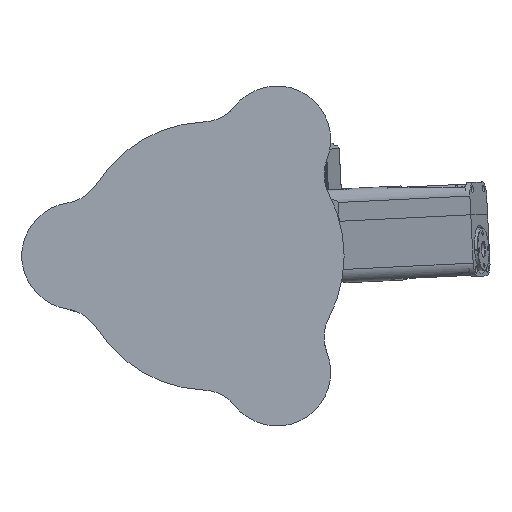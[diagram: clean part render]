
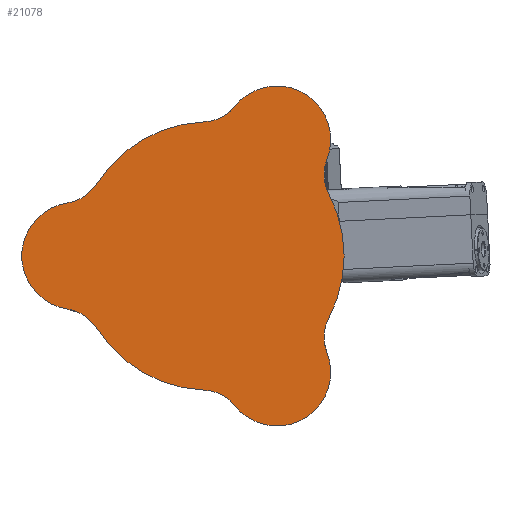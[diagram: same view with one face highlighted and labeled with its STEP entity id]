
A CAD part, front view. The second image highlights one B-rep face of the part: STEP entity #21078.
In plain terms, the highlighted planar face has unit normal (0, -1, 0).
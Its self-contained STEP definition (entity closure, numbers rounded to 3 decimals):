
#1105=PLANE('',#22494);
#1834=CIRCLE('',#22495,20.);
#1835=CIRCLE('',#22496,15.);
#1836=CIRCLE('',#22497,50.);
#1837=CIRCLE('',#22498,15.);
#1838=CIRCLE('',#22499,20.);
#1839=CIRCLE('',#22500,15.);
#1840=CIRCLE('',#22501,50.);
#1841=CIRCLE('',#22502,15.);
#1842=CIRCLE('',#22503,20.);
#1843=CIRCLE('',#22504,15.);
#1844=CIRCLE('',#22505,50.);
#1845=CIRCLE('',#22506,15.);
#2521=FACE_OUTER_BOUND('',#3616,.T.);
#3616=EDGE_LOOP('',(#14644,#14645,#14646,#14647,#14648,#14649,#14650,#14651,
#14652,#14653,#14654,#14655));
#9343=VERTEX_POINT('',#30296);
#9344=VERTEX_POINT('',#30297);
#9345=VERTEX_POINT('',#30299);
#9346=VERTEX_POINT('',#30301);
#9347=VERTEX_POINT('',#30303);
#9348=VERTEX_POINT('',#30305);
#9349=VERTEX_POINT('',#30307);
#9350=VERTEX_POINT('',#30309);
#9351=VERTEX_POINT('',#30311);
#9352=VERTEX_POINT('',#30313);
#9353=VERTEX_POINT('',#30315);
#9354=VERTEX_POINT('',#30317);
#11503=EDGE_CURVE('',#9343,#9344,#1834,.T.);
#11504=EDGE_CURVE('',#9344,#9345,#1835,.T.);
#11505=EDGE_CURVE('',#9345,#9346,#1836,.T.);
#11506=EDGE_CURVE('',#9346,#9347,#1837,.T.);
#11507=EDGE_CURVE('',#9347,#9348,#1838,.T.);
#11508=EDGE_CURVE('',#9348,#9349,#1839,.T.);
#11509=EDGE_CURVE('',#9349,#9350,#1840,.T.);
#11510=EDGE_CURVE('',#9350,#9351,#1841,.T.);
#11511=EDGE_CURVE('',#9351,#9352,#1842,.T.);
#11512=EDGE_CURVE('',#9352,#9353,#1843,.T.);
#11513=EDGE_CURVE('',#9353,#9354,#1844,.T.);
#11514=EDGE_CURVE('',#9354,#9343,#1845,.T.);
#14644=ORIENTED_EDGE('',*,*,#11503,.T.);
#14645=ORIENTED_EDGE('',*,*,#11504,.T.);
#14646=ORIENTED_EDGE('',*,*,#11505,.T.);
#14647=ORIENTED_EDGE('',*,*,#11506,.T.);
#14648=ORIENTED_EDGE('',*,*,#11507,.T.);
#14649=ORIENTED_EDGE('',*,*,#11508,.T.);
#14650=ORIENTED_EDGE('',*,*,#11509,.T.);
#14651=ORIENTED_EDGE('',*,*,#11510,.T.);
#14652=ORIENTED_EDGE('',*,*,#11511,.T.);
#14653=ORIENTED_EDGE('',*,*,#11512,.T.);
#14654=ORIENTED_EDGE('',*,*,#11513,.T.);
#14655=ORIENTED_EDGE('',*,*,#11514,.T.);
#21078=ADVANCED_FACE('',(#2521),#1105,.F.);
#22494=AXIS2_PLACEMENT_3D('',#30295,#24422,#24423);
#22495=AXIS2_PLACEMENT_3D('',#30298,#24424,#24425);
#22496=AXIS2_PLACEMENT_3D('',#30300,#24426,#24427);
#22497=AXIS2_PLACEMENT_3D('',#30302,#24428,#24429);
#22498=AXIS2_PLACEMENT_3D('',#30304,#24430,#24431);
#22499=AXIS2_PLACEMENT_3D('',#30306,#24432,#24433);
#22500=AXIS2_PLACEMENT_3D('',#30308,#24434,#24435);
#22501=AXIS2_PLACEMENT_3D('',#30310,#24436,#24437);
#22502=AXIS2_PLACEMENT_3D('',#30312,#24438,#24439);
#22503=AXIS2_PLACEMENT_3D('',#30314,#24440,#24441);
#22504=AXIS2_PLACEMENT_3D('',#30316,#24442,#24443);
#22505=AXIS2_PLACEMENT_3D('',#30318,#24444,#24445);
#22506=AXIS2_PLACEMENT_3D('',#30319,#24446,#24447);
#24422=DIRECTION('center_axis',(0.,1.,0.));
#24423=DIRECTION('ref_axis',(0.,0.,1.));
#24424=DIRECTION('center_axis',(0.,-1.,0.));
#24425=DIRECTION('ref_axis',(0.143,0.,0.99));
#24426=DIRECTION('center_axis',(0.,1.,0.));
#24427=DIRECTION('ref_axis',(0.143,0.,0.99));
#24428=DIRECTION('center_axis',(0.,-1.,0.));
#24429=DIRECTION('ref_axis',(0.038,0.,0.999));
#24430=DIRECTION('center_axis',(0.,1.,0.));
#24431=DIRECTION('ref_axis',(0.038,0.,0.999));
#24432=DIRECTION('center_axis',(0.,-1.,0.));
#24433=DIRECTION('ref_axis',(-0.929,0.,-0.371));
#24434=DIRECTION('center_axis',(0.,1.,0.));
#24435=DIRECTION('ref_axis',(-0.929,0.,-0.371));
#24436=DIRECTION('center_axis',(0.,-1.,0.));
#24437=DIRECTION('ref_axis',(-0.885,0.,-0.466));
#24438=DIRECTION('center_axis',(0.,1.,0.));
#24439=DIRECTION('ref_axis',(-0.885,0.,-0.466));
#24440=DIRECTION('center_axis',(0.,-1.,0.));
#24441=DIRECTION('ref_axis',(0.786,0.,-0.619));
#24442=DIRECTION('center_axis',(0.,1.,0.));
#24443=DIRECTION('ref_axis',(0.786,0.,-0.619));
#24444=DIRECTION('center_axis',(0.,-1.,0.));
#24445=DIRECTION('ref_axis',(0.846,0.,-0.533));
#24446=DIRECTION('center_axis',(0.,1.,0.));
#24447=DIRECTION('ref_axis',(0.846,0.,-0.533));
#30295=CARTESIAN_POINT('Origin',(0.,0.,0.));
#30296=CARTESIAN_POINT('',(-52.857,0.,19.795));
#30297=CARTESIAN_POINT('',(-52.857,0.,-19.795));
#30298=CARTESIAN_POINT('Origin',(-50.,0.,0.));
#30299=CARTESIAN_POINT('',(-42.308,0.,-26.647));
#30300=CARTESIAN_POINT('Origin',(-55.,0.,-34.641));
#30301=CARTESIAN_POINT('',(-1.923,0.,-49.963));
#30302=CARTESIAN_POINT('Origin',(0.,0.,0.));
#30303=CARTESIAN_POINT('',(9.286,0.,-55.673));
#30304=CARTESIAN_POINT('Origin',(-2.5,0.,-64.952));
#30305=CARTESIAN_POINT('',(43.571,0.,-35.878));
#30306=CARTESIAN_POINT('Origin',(25.,0.,-43.301));
#30307=CARTESIAN_POINT('',(44.231,0.,-23.316));
#30308=CARTESIAN_POINT('Origin',(57.5,0.,-30.311));
#30309=CARTESIAN_POINT('',(44.231,0.,23.316));
#30310=CARTESIAN_POINT('Origin',(0.,0.,0.));
#30311=CARTESIAN_POINT('',(43.571,0.,35.878));
#30312=CARTESIAN_POINT('Origin',(57.5,0.,30.311));
#30313=CARTESIAN_POINT('',(9.286,0.,55.673));
#30314=CARTESIAN_POINT('Origin',(25.,0.,43.301));
#30315=CARTESIAN_POINT('',(-1.923,0.,49.963));
#30316=CARTESIAN_POINT('Origin',(-2.5,0.,64.952));
#30317=CARTESIAN_POINT('',(-42.308,0.,26.647));
#30318=CARTESIAN_POINT('Origin',(0.,0.,0.));
#30319=CARTESIAN_POINT('Origin',(-55.,0.,34.641));
